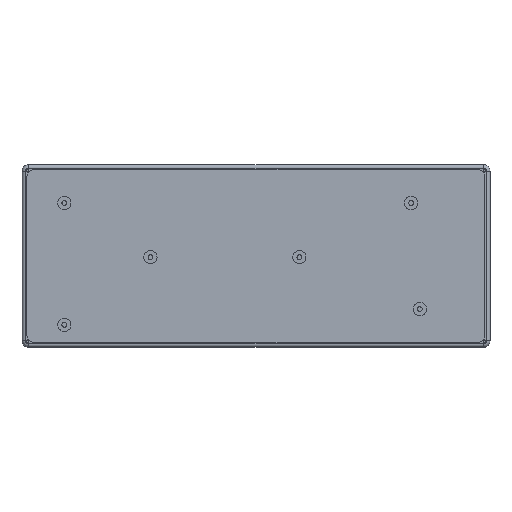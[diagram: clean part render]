
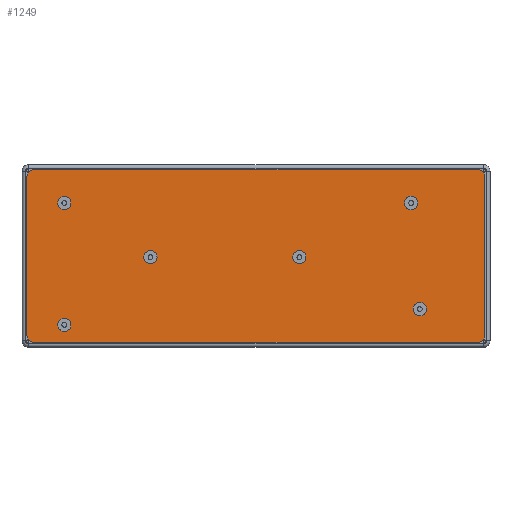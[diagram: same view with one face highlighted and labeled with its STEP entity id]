
A CAD part, top view. The second image highlights one B-rep face of the part: STEP entity #1249.
In plain terms, the highlighted planar face has unit normal (0, 0, 1).
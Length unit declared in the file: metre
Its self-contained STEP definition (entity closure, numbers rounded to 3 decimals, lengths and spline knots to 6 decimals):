
#21=CIRCLE('',#1345,0.00508);
#23=CIRCLE('',#1348,0.00508);
#25=CIRCLE('',#1351,0.00508);
#27=CIRCLE('',#1354,0.00508);
#32=CIRCLE('',#1361,0.005083);
#34=CIRCLE('',#1364,0.005082);
#36=CIRCLE('',#1367,0.005083);
#38=CIRCLE('',#1370,0.005078);
#40=CIRCLE('',#1373,0.005075);
#42=CIRCLE('',#1376,0.005074);
#212=ORIENTED_EDGE('',*,*,#548,.F.);
#213=ORIENTED_EDGE('',*,*,#546,.F.);
#214=ORIENTED_EDGE('',*,*,#544,.F.);
#215=ORIENTED_EDGE('',*,*,#542,.F.);
#216=ORIENTED_EDGE('',*,*,#540,.F.);
#217=ORIENTED_EDGE('',*,*,#538,.F.);
#218=ORIENTED_EDGE('',*,*,#502,.T.);
#219=ORIENTED_EDGE('',*,*,#517,.T.);
#220=ORIENTED_EDGE('',*,*,#506,.T.);
#221=ORIENTED_EDGE('',*,*,#519,.T.);
#222=ORIENTED_EDGE('',*,*,#510,.T.);
#223=ORIENTED_EDGE('',*,*,#521,.T.);
#224=ORIENTED_EDGE('',*,*,#514,.T.);
#225=ORIENTED_EDGE('',*,*,#523,.T.);
#502=EDGE_CURVE('',#675,#674,#790,.T.);
#506=EDGE_CURVE('',#679,#678,#794,.T.);
#510=EDGE_CURVE('',#683,#682,#798,.T.);
#514=EDGE_CURVE('',#687,#686,#802,.T.);
#517=EDGE_CURVE('',#674,#679,#21,.T.);
#519=EDGE_CURVE('',#678,#683,#23,.T.);
#521=EDGE_CURVE('',#682,#687,#25,.T.);
#523=EDGE_CURVE('',#686,#675,#27,.T.);
#538=EDGE_CURVE('',#702,#702,#32,.T.);
#540=EDGE_CURVE('',#704,#704,#34,.T.);
#542=EDGE_CURVE('',#706,#706,#36,.T.);
#544=EDGE_CURVE('',#708,#708,#38,.T.);
#546=EDGE_CURVE('',#710,#710,#40,.T.);
#548=EDGE_CURVE('',#712,#712,#42,.T.);
#674=VERTEX_POINT('',#1968);
#675=VERTEX_POINT('',#1970);
#678=VERTEX_POINT('',#1977);
#679=VERTEX_POINT('',#1979);
#682=VERTEX_POINT('',#1986);
#683=VERTEX_POINT('',#1988);
#686=VERTEX_POINT('',#1995);
#687=VERTEX_POINT('',#1997);
#702=VERTEX_POINT('',#2042);
#704=VERTEX_POINT('',#2047);
#706=VERTEX_POINT('',#2052);
#708=VERTEX_POINT('',#2057);
#710=VERTEX_POINT('',#2062);
#712=VERTEX_POINT('',#2067);
#790=LINE('',#1969,#874);
#794=LINE('',#1978,#878);
#798=LINE('',#1987,#882);
#802=LINE('',#1996,#886);
#874=VECTOR('',#1528,1.);
#878=VECTOR('',#1534,1.);
#882=VECTOR('',#1540,1.);
#886=VECTOR('',#1546,1.);
#973=EDGE_LOOP('',(#212));
#974=EDGE_LOOP('',(#213));
#975=EDGE_LOOP('',(#214));
#976=EDGE_LOOP('',(#215));
#977=EDGE_LOOP('',(#216));
#978=EDGE_LOOP('',(#217));
#979=EDGE_LOOP('',(#218,#219,#220,#221,#222,#223,#224,#225));
#1095=FACE_BOUND('',#973,.T.);
#1096=FACE_BOUND('',#974,.T.);
#1097=FACE_BOUND('',#975,.T.);
#1098=FACE_BOUND('',#976,.T.);
#1099=FACE_BOUND('',#977,.T.);
#1100=FACE_BOUND('',#978,.T.);
#1101=FACE_BOUND('',#979,.T.);
#1201=PLANE('',#1375);
#1249=ADVANCED_FACE('',(#1095,#1096,#1097,#1098,#1099,#1100,#1101),#1201,
 .T.);
#1345=AXIS2_PLACEMENT_3D('',#2001,#1552,#1553);
#1348=AXIS2_PLACEMENT_3D('',#2004,#1558,#1559);
#1351=AXIS2_PLACEMENT_3D('',#2007,#1564,#1565);
#1354=AXIS2_PLACEMENT_3D('',#2010,#1570,#1571);
#1361=AXIS2_PLACEMENT_3D('',#2041,#1594,#1595);
#1364=AXIS2_PLACEMENT_3D('',#2046,#1600,#1601);
#1367=AXIS2_PLACEMENT_3D('',#2051,#1606,#1607);
#1370=AXIS2_PLACEMENT_3D('',#2056,#1612,#1613);
#1373=AXIS2_PLACEMENT_3D('',#2061,#1618,#1619);
#1375=AXIS2_PLACEMENT_3D('',#2065,#1622,#1623);
#1376=AXIS2_PLACEMENT_3D('',#2066,#1624,#1625);
#1528=DIRECTION('',(-1.,0.,0.));
#1534=DIRECTION('',(0.,-1.,0.));
#1540=DIRECTION('',(1.,0.,0.));
#1546=DIRECTION('',(0.,1.,0.));
#1552=DIRECTION('',(0.,0.,1.));
#1553=DIRECTION('',(1.,0.,0.));
#1558=DIRECTION('',(0.,0.,1.));
#1559=DIRECTION('',(1.,0.,0.));
#1564=DIRECTION('',(0.,0.,1.));
#1565=DIRECTION('',(1.,0.,0.));
#1570=DIRECTION('',(0.,0.,1.));
#1571=DIRECTION('',(1.,0.,0.));
#1594=DIRECTION('',(0.,0.,1.));
#1595=DIRECTION('',(1.,0.,0.));
#1600=DIRECTION('',(0.,0.,1.));
#1601=DIRECTION('',(1.,0.,0.));
#1606=DIRECTION('',(0.,0.,1.));
#1607=DIRECTION('',(1.,0.,0.));
#1612=DIRECTION('',(0.,0.,1.));
#1613=DIRECTION('',(1.,0.,0.));
#1618=DIRECTION('',(0.,0.,1.));
#1619=DIRECTION('',(1.,0.,0.));
#1622=DIRECTION('',(0.,0.,1.));
#1623=DIRECTION('',(1.,0.,0.));
#1624=DIRECTION('',(0.,0.,1.));
#1625=DIRECTION('',(1.,0.,0.));
#1968=CARTESIAN_POINT('',(0.037052,-0.090769,-0.00508));
#1969=CARTESIAN_POINT('',(0.207768,-0.09076,-0.00508));
#1970=CARTESIAN_POINT('',(0.378484,-0.090752,-0.00508));
#1977=CARTESIAN_POINT('',(0.031973,-0.218235,-0.00508));
#1978=CARTESIAN_POINT('',(0.031973,-0.157042,-0.00508));
#1979=CARTESIAN_POINT('',(0.031973,-0.095849,-0.00508));
#1986=CARTESIAN_POINT('',(0.378484,-0.223308,-0.00508));
#1987=CARTESIAN_POINT('',(0.207768,-0.223311,-0.00508));
#1988=CARTESIAN_POINT('',(0.037053,-0.223315,-0.00508));
#1995=CARTESIAN_POINT('',(0.383564,-0.095832,-0.00508));
#1996=CARTESIAN_POINT('',(0.383564,-0.15703,-0.00508));
#1997=CARTESIAN_POINT('',(0.383564,-0.218228,-0.00508));
#2001=CARTESIAN_POINT('',(0.037053,-0.095849,-0.00508));
#2004=CARTESIAN_POINT('',(0.037053,-0.218235,-0.00508));
#2007=CARTESIAN_POINT('',(0.378484,-0.218228,-0.00508));
#2010=CARTESIAN_POINT('',(0.378484,-0.095832,-0.00508));
#2041=CARTESIAN_POINT('',(0.0606,-0.116353,-0.00508));
#2042=CARTESIAN_POINT('',(0.065683,-0.116353,-0.00508));
#2046=CARTESIAN_POINT('',(0.126729,-0.157938,-0.00508));
#2047=CARTESIAN_POINT('',(0.131811,-0.157938,-0.00508));
#2051=CARTESIAN_POINT('',(0.24108,-0.157945,-0.00508));
#2052=CARTESIAN_POINT('',(0.246163,-0.157945,-0.00508));
#2056=CARTESIAN_POINT('',(0.333543,-0.197849,-0.00508));
#2057=CARTESIAN_POINT('',(0.338621,-0.197849,-0.00508));
#2061=CARTESIAN_POINT('',(0.326859,-0.116345,-0.00508));
#2062=CARTESIAN_POINT('',(0.331934,-0.116345,-0.00508));
#2065=CARTESIAN_POINT('',(0.207768,-0.157033,-0.00508));
#2066=CARTESIAN_POINT('',(0.060615,-0.209844,-0.00508));
#2067=CARTESIAN_POINT('',(0.065689,-0.209844,-0.00508));
